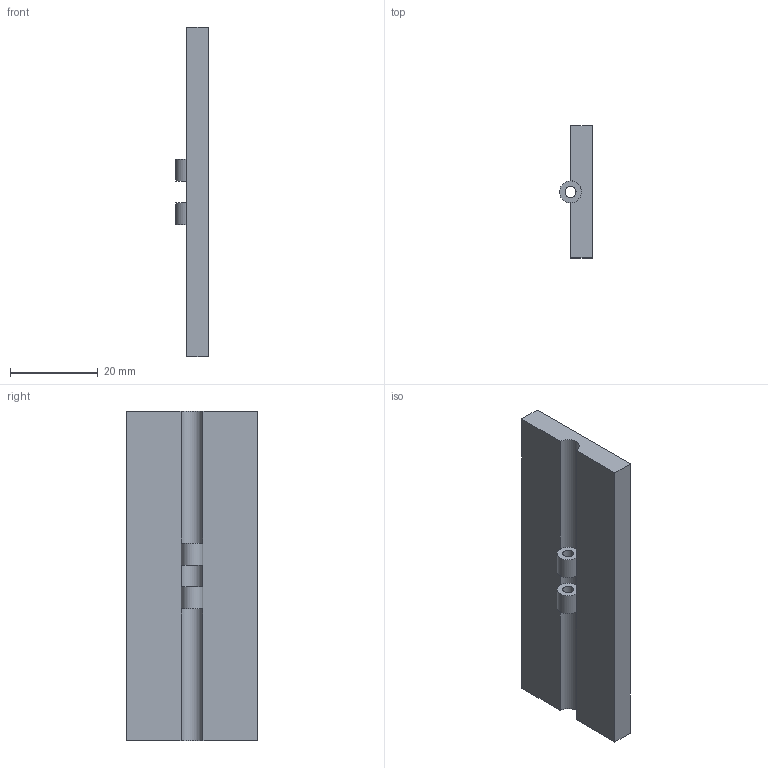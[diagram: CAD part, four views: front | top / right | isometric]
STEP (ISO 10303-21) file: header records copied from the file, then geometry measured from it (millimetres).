
FILE_DESCRIPTION(/* description */ (''),/* implementation_level */ '2;1');
FILE_NAME(/* name */ 'phone stand holder.step',/* time_stamp */ '2025-12-02T22:23:37-05:00',/* author */ (''),/* organization */ (''),/* preprocessor_version */ 'ST-DEVELOPER v20.1',/* originating_system */ 'Autodesk Translation Framework v14.21.0.0',/* authorisation */ '');
FILE_SCHEMA (('AUTOMOTIVE_DESIGN { 1 0 10303 214 3 1 1 }'));
Length unit declared in the file: millimetre
Products named in the file (1): 2025-12-02-19-44-16-575
Bounding box: 7.5 x 30 x 75 mm (x, y, z)
Volume: 10661 mm3; surface area: 5881.9 mm2
Topology: 1 solids, 1 shells, 18 faces, 40 edges, 24 vertices
Faces by surface type: plane 11, cylinder 7
Full cylindrical faces by diameter (mm): 2.5 x2
Entity records: 535 total; most frequent: DIRECTION 92, CARTESIAN_POINT 83, ORIENTED_EDGE 80, EDGE_CURVE 40, AXIS2_PLACEMENT_3D 33, LINE 26, VECTOR 26, VERTEX_POINT 24
